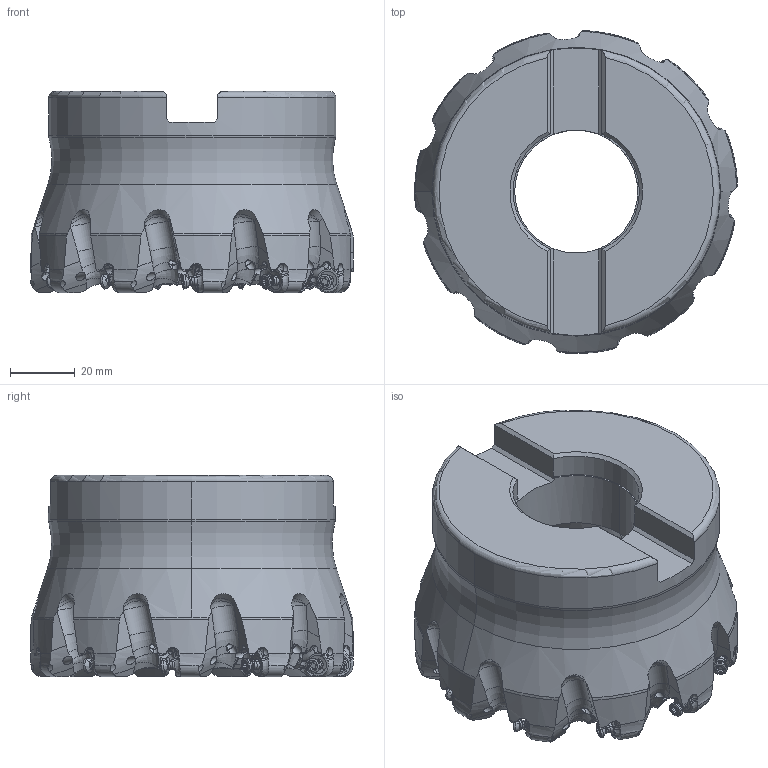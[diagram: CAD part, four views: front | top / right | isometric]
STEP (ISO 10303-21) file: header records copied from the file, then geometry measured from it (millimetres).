
FILE_DESCRIPTION(/* description */ (''),/* implementation_level */ '2;1');
FILE_NAME(/* name */ 'WWX200UR4_0011EA.stp',/* time_stamp */ '2022-11-25T16:42:45+09:00',/* author */ (''),/* organization */ (''),/* preprocessor_version */ 'ST-DEVELOPER v16',/* originating_system */ 'SIEMENS PLM Software NX 10.0',/* authorisation */ '');
FILE_SCHEMA (('AUTOMOTIVE_DESIGN { 1 0 10303 214 3 1 1 1 }'));
Products named in the file (1): WWX200UR4_0011EA_ASM
Bounding box: 99.85 x 99.9 x 62.31 mm (x, y, z)
Volume: 287184.3 mm3; surface area: 43885.5 mm2
Topology: 12 solids, 12 shells, 1380 faces, 4171 edges, 2708 vertices
Faces by surface type: cylinder 485, plane 328, sphere 176, bspline 165, cone 89, torus 71, extrusion 66
Entity records: 83145 total; most frequent: CARTESIAN_POINT 48711, ORIENTED_EDGE 8122, DIRECTION 6011, EDGE_CURVE 4061, VERTEX_POINT 2694, AXIS2_PLACEMENT_3D 2534, B_SPLINE_CURVE_WITH_KNOTS 1917, EDGE_LOOP 1415
